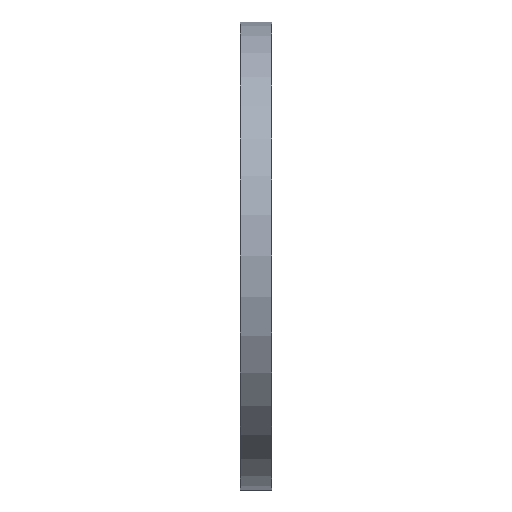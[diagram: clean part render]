
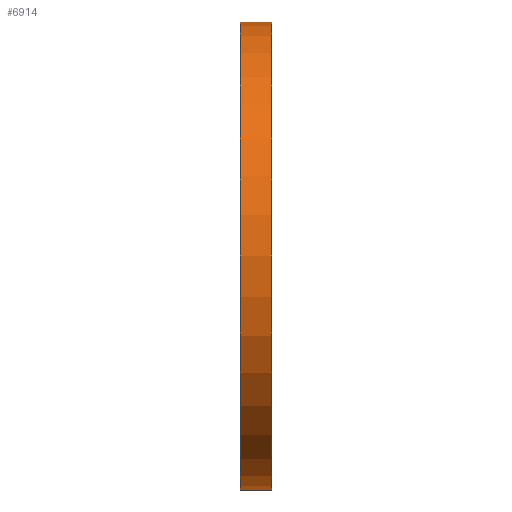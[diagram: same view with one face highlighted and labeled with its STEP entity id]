
A CAD part, left-side view. The second image highlights one B-rep face of the part: STEP entity #6914.
In plain terms, the highlighted cylindrical face has radius 60 mm (diameter 120 mm), a partial arc.
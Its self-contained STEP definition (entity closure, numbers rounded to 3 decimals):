
#77 = AXIS2_PLACEMENT_3D ( 'NONE', #12122, #2976, #6260 ) ;
#153 = VERTEX_POINT ( 'NONE', #4248 ) ;
#1718 = ORIENTED_EDGE ( 'NONE', *, *, #8771, .F. ) ;
#2274 = VERTEX_POINT ( 'NONE', #5287 ) ;
#2692 = EDGE_CURVE ( 'NONE', #153, #12320, #13336, .T. ) ;
#2754 = DIRECTION ( 'NONE',  ( 0., -1., 0. ) ) ;
#2976 = DIRECTION ( 'NONE',  ( 0., -1., 0. ) ) ;
#3209 = EDGE_CURVE ( 'NONE', #10309, #153, #7336, .T. ) ;
#3512 = DIRECTION ( 'NONE',  ( 0., 0., 1. ) ) ;
#3748 = CARTESIAN_POINT ( 'NONE',  ( 0., 8., -60. ) ) ;
#3878 = VECTOR ( 'NONE', #2754, 1000. ) ;
#3880 = DIRECTION ( 'NONE',  ( 0., 0., 1. ) ) ;
#4022 = CARTESIAN_POINT ( 'NONE',  ( 0., 8., 60. ) ) ;
#4120 = CIRCLE ( 'NONE', #14240, 60. ) ;
#4248 = CARTESIAN_POINT ( 'NONE',  ( 0., 0., -60. ) ) ;
#4533 = FACE_OUTER_BOUND ( 'NONE', #11137, .T. ) ;
#4787 = ORIENTED_EDGE ( 'NONE', *, *, #8050, .F. ) ;
#5287 = CARTESIAN_POINT ( 'NONE',  ( 0., 8., 60. ) ) ;
#6260 = DIRECTION ( 'NONE',  ( 0., 0., -1. ) ) ;
#6914 = ADVANCED_FACE ( 'NONE', ( #4533 ), #11458, .T. ) ;
#7336 = LINE ( 'NONE', #13226, #3878 ) ;
#7877 = AXIS2_PLACEMENT_3D ( 'NONE', #13949, #11748, #3512 ) ;
#8050 = EDGE_CURVE ( 'NONE', #2274, #12320, #11427, .T. ) ;
#8771 = EDGE_CURVE ( 'NONE', #10309, #2274, #4120, .T. ) ;
#9775 = DIRECTION ( 'NONE',  ( 0., -1., 0. ) ) ;
#9885 = CARTESIAN_POINT ( 'NONE',  ( 0., 8., 0. ) ) ;
#10309 = VERTEX_POINT ( 'NONE', #3748 ) ;
#11137 = EDGE_LOOP ( 'NONE', ( #4787, #1718, #13462, #13488 ) ) ;
#11427 = LINE ( 'NONE', #4022, #13758 ) ;
#11458 = CYLINDRICAL_SURFACE ( 'NONE', #77, 60. ) ;
#11748 = DIRECTION ( 'NONE',  ( 0., 1., 0. ) ) ;
#11934 = CARTESIAN_POINT ( 'NONE',  ( 0., 0., 60. ) ) ;
#12122 = CARTESIAN_POINT ( 'NONE',  ( 0., 8., 0. ) ) ;
#12320 = VERTEX_POINT ( 'NONE', #11934 ) ;
#13192 = DIRECTION ( 'NONE',  ( 0., 1., 0. ) ) ;
#13226 = CARTESIAN_POINT ( 'NONE',  ( 0., 8., -60. ) ) ;
#13336 = CIRCLE ( 'NONE', #7877, 60. ) ;
#13462 = ORIENTED_EDGE ( 'NONE', *, *, #3209, .T. ) ;
#13488 = ORIENTED_EDGE ( 'NONE', *, *, #2692, .T. ) ;
#13758 = VECTOR ( 'NONE', #9775, 1000. ) ;
#13949 = CARTESIAN_POINT ( 'NONE',  ( 0., 0., 0. ) ) ;
#14240 = AXIS2_PLACEMENT_3D ( 'NONE', #9885, #13192, #3880 ) ;
